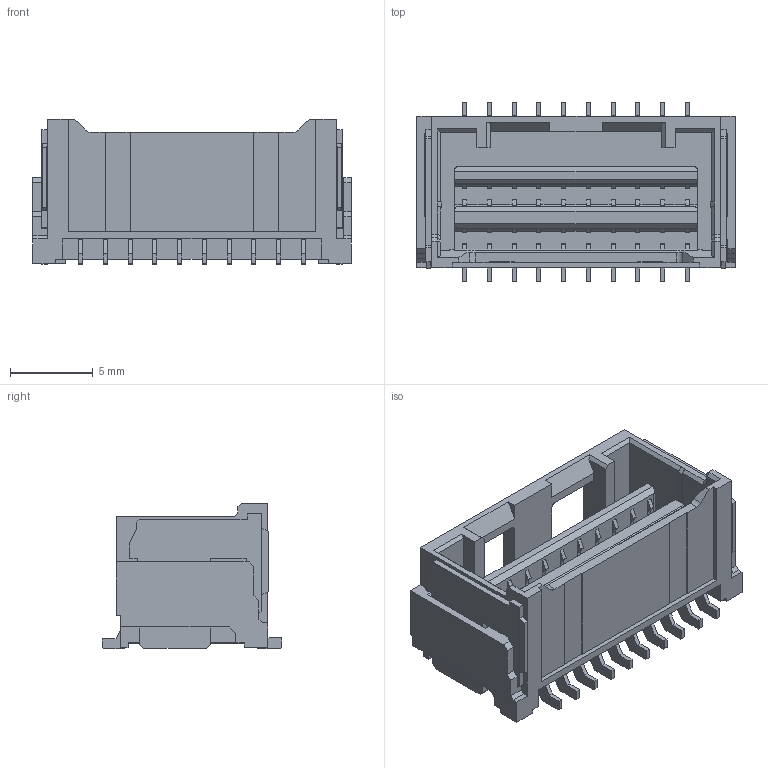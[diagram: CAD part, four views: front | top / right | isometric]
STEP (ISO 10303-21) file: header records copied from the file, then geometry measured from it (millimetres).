
FILE_DESCRIPTION((''),'2;1');
FILE_NAME('5031542090','2016-03-14T',('me'),(''),'PRO/ENGINEER BY PARAMETRIC TECHNOLOGY CORPORATION, 2012310','PRO/ENGINEER BY PARAMETRIC TECHNOLOGY CORPORATION, 2012310','');
FILE_SCHEMA(('CONFIG_CONTROL_DESIGN'));
Length unit declared in the file: millimetre
Products named in the file (1): 5031542090
Bounding box: 19.3 x 10.85 x 8.82 mm (x, y, z)
Volume: 749.3 mm3; surface area: 1437.1 mm2
Topology: 1 solids, 1 shells, 803 faces, 2462 edges, 1662 vertices
Faces by surface type: plane 695, cylinder 106, cone 2
Entity records: 27049 total; most frequent: CARTESIAN_POINT 4908, ORIENTED_EDGE 4748, DIRECTION 4256, EDGE_CURVE 2374, VECTOR 2248, LINE 2248, VERTEX_POINT 1574, AXIS2_PLACEMENT_3D 1004
